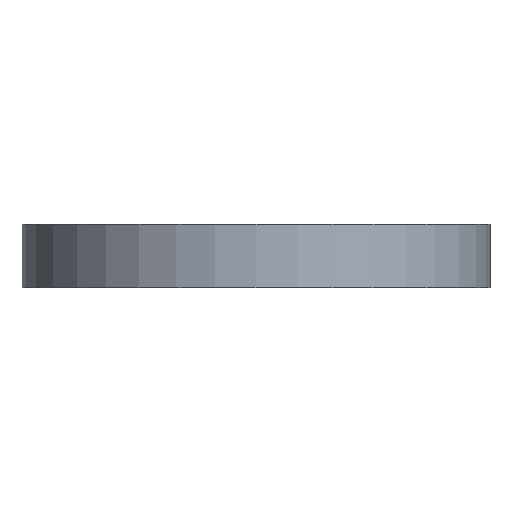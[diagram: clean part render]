
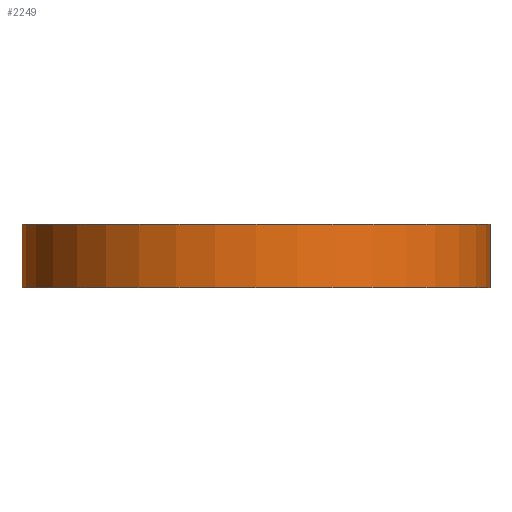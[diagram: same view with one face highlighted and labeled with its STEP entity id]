
A CAD part, front view. The second image highlights one B-rep face of the part: STEP entity #2249.
In plain terms, the highlighted cylindrical face has radius 55 mm (diameter 110 mm), a full revolution.
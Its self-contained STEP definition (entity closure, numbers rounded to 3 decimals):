
#255=LINE('',#6794,#370);
#370=VECTOR('',#3034,55.);
#443=CYLINDRICAL_SURFACE('',#2473,55.);
#580=FACE_OUTER_BOUND('',#717,.T.);
#717=EDGE_LOOP('',(#2125,#2126,#2127,#2128));
#718=CIRCLE('',#2253,55.);
#862=CIRCLE('',#2469,55.);
#864=VERTEX_POINT('',#3037);
#1093=VERTEX_POINT('',#6787);
#1094=EDGE_CURVE('',#864,#864,#718,.T.);
#1435=EDGE_CURVE('',#1093,#1093,#862,.T.);
#1438=EDGE_CURVE('',#1093,#864,#255,.T.);
#2125=ORIENTED_EDGE('',*,*,#1435,.F.);
#2126=ORIENTED_EDGE('',*,*,#1438,.T.);
#2127=ORIENTED_EDGE('',*,*,#1094,.F.);
#2128=ORIENTED_EDGE('',*,*,#1438,.F.);
#2249=ADVANCED_FACE('',(#580),#443,.T.);
#2253=AXIS2_PLACEMENT_3D('',#3038,#2478,#2479);
#2469=AXIS2_PLACEMENT_3D('',#6788,#3023,#3024);
#2473=AXIS2_PLACEMENT_3D('',#6793,#3032,#3033);
#2478=DIRECTION('center_axis',(0.,0.,-1.));
#2479=DIRECTION('ref_axis',(1.,0.,0.));
#3023=DIRECTION('center_axis',(0.,0.,1.));
#3024=DIRECTION('ref_axis',(1.,0.,0.));
#3032=DIRECTION('center_axis',(0.,0.,1.));
#3033=DIRECTION('ref_axis',(1.,0.,0.));
#3034=DIRECTION('',(0.,0.,-1.));
#3037=CARTESIAN_POINT('',(-55.,0.,-3.));
#3038=CARTESIAN_POINT('Origin',(0.,0.,-3.));
#6787=CARTESIAN_POINT('',(-55.,0.,12.));
#6788=CARTESIAN_POINT('Origin',(0.,0.,12.));
#6793=CARTESIAN_POINT('Origin',(0.,0.,0.));
#6794=CARTESIAN_POINT('',(-55.,0.,0.));
